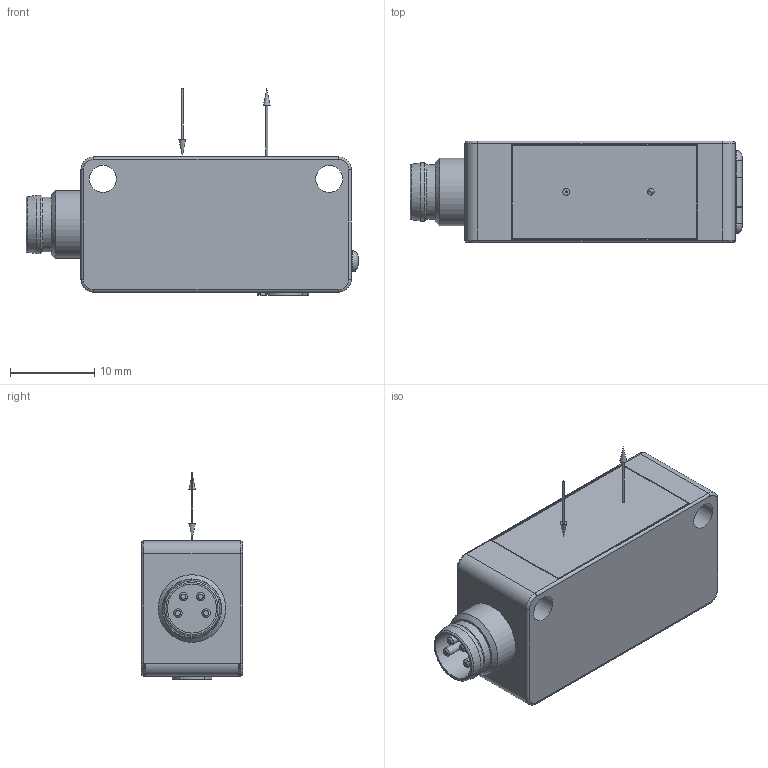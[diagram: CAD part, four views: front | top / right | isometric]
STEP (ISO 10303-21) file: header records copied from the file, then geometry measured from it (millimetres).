
FILE_DESCRIPTION (( 'STEP AP214' ), '1' );
FILE_NAME ('OPT2168_69.STEP', '2021-02-11T12:56:32', ( '' ), ( '' ), 'SwSTEP 2.0', 'SolidWorks 2019', '' );
FILE_SCHEMA (( 'AUTOMOTIVE_DESIGN' ));
Length unit declared in the file: inch
Products named in the file (1): OPT2168_69
Bounding box: 39.3 x 12 x 24.5 mm (x, y, z)
Volume: 6101.6 mm3; surface area: 2757.3 mm2
Topology: 3 solids, 4 shells, 140 faces, 322 edges, 203 vertices
Faces by surface type: plane 69, cylinder 49, bspline 11, cone 9, torus 2
Full cylindrical faces by diameter (mm): 0.2 x2, 1 x4, 3.058 x1, 3.2 x2, 5.8 x1, 6.5 x1, 6.9 x1, 8 x1
Entity records: 4021 total; most frequent: CARTESIAN_POINT 910, DIRECTION 648, ORIENTED_EDGE 576, EDGE_CURVE 288, AXIS2_PLACEMENT_3D 239, VERTEX_POINT 194, EDGE_LOOP 184, VECTOR 170
